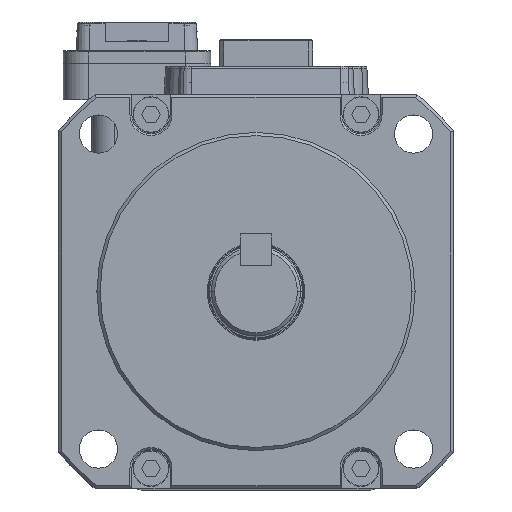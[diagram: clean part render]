
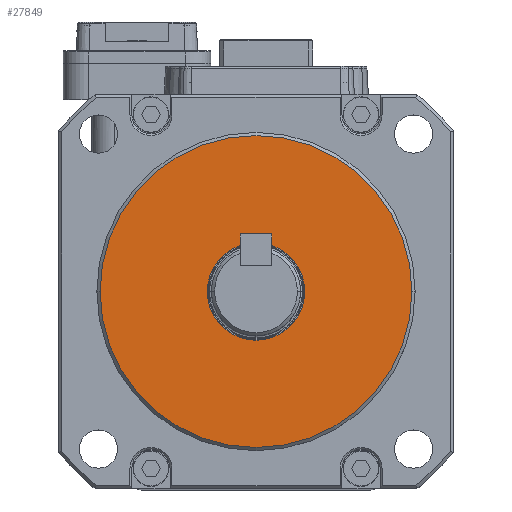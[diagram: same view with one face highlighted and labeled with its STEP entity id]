
A CAD part, top view. The second image highlights one B-rep face of the part: STEP entity #27849.
In plain terms, the highlighted planar face has unit normal (0, 0, 1).
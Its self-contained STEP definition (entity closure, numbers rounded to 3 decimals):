
#8617 = DIRECTION ( 'NONE',  ( 0., 0., 1. ) ) ;
#8632 = CARTESIAN_POINT ( 'NONE',  ( 0., 0., 45. ) ) ;
#8633 = DIRECTION ( 'NONE',  ( 1., 0., 0. ) ) ;
#8811 = CARTESIAN_POINT ( 'NONE',  ( 0., 0., 45. ) ) ;
#8813 = DIRECTION ( 'NONE',  ( 0., 0., 1. ) ) ;
#8841 = DIRECTION ( 'NONE',  ( 1., 0., 0. ) ) ;
#14990 = CARTESIAN_POINT ( 'NONE',  ( -24.5, 0., 45. ) ) ;
#15008 = CARTESIAN_POINT ( 'NONE',  ( 24.5, 0., 45. ) ) ;
#15015 = CARTESIAN_POINT ( 'NONE',  ( 7.65, 0., 45. ) ) ;
#15064 = CARTESIAN_POINT ( 'NONE',  ( -7.65, 0., 45. ) ) ;
#19574 = AXIS2_PLACEMENT_3D ( 'NONE', #54975, #54992, #54997 ) ;
#19604 = CIRCLE ( 'NONE', #19574, 24.5 ) ;
#19671 = CIRCLE ( 'NONE', #19672, 7.65 ) ;
#19672 = AXIS2_PLACEMENT_3D ( 'NONE', #54978, #55008, #55009 ) ;
#20024 = AXIS2_PLACEMENT_3D ( 'NONE', #57021, #57114, #57033 ) ;
#26968 = EDGE_CURVE ( 'NONE', #37233, #37193, #78921, .T. ) ;
#27029 = EDGE_CURVE ( 'NONE', #37188, #37241, #78991, .T. ) ;
#27690 = EDGE_CURVE ( 'NONE', #37193, #37233, #19604, .T. ) ;
#27703 = EDGE_CURVE ( 'NONE', #37241, #37188, #19671, .T. ) ;
#27849 = ADVANCED_FACE ( 'NONE', ( #57129, #57094 ), #57124, .T. ) ;
#37188 = VERTEX_POINT ( 'NONE', #15015 ) ;
#37193 = VERTEX_POINT ( 'NONE', #15008 ) ;
#37233 = VERTEX_POINT ( 'NONE', #14990 ) ;
#37241 = VERTEX_POINT ( 'NONE', #15064 ) ;
#54975 = CARTESIAN_POINT ( 'NONE',  ( 0., 0., 45. ) ) ;
#54978 = CARTESIAN_POINT ( 'NONE',  ( 0., 0., 45. ) ) ;
#54992 = DIRECTION ( 'NONE',  ( 0., 0., 1. ) ) ;
#54997 = DIRECTION ( 'NONE',  ( 1., 0., 0. ) ) ;
#55008 = DIRECTION ( 'NONE',  ( 0., 0., 1. ) ) ;
#55009 = DIRECTION ( 'NONE',  ( 1., 0., 0. ) ) ;
#57021 = CARTESIAN_POINT ( 'NONE',  ( 0., 0., 45. ) ) ;
#57033 = DIRECTION ( 'NONE',  ( 1., 0., 0. ) ) ;
#57094 = FACE_BOUND ( 'NONE', #86350, .T. ) ;
#57114 = DIRECTION ( 'NONE',  ( 0., 0., 1. ) ) ;
#57124 = PLANE ( 'NONE',  #20024 ) ;
#57129 = FACE_OUTER_BOUND ( 'NONE', #86349, .T. ) ;
#78007 = ORIENTED_EDGE ( 'NONE', *, *, #26968, .T. ) ;
#78057 = ORIENTED_EDGE ( 'NONE', *, *, #27690, .T. ) ;
#78061 = ORIENTED_EDGE ( 'NONE', *, *, #27029, .F. ) ;
#78078 = ORIENTED_EDGE ( 'NONE', *, *, #27703, .F. ) ;
#78921 = CIRCLE ( 'NONE', #78934, 24.5 ) ;
#78934 = AXIS2_PLACEMENT_3D ( 'NONE', #8632, #8617, #8633 ) ;
#78943 = AXIS2_PLACEMENT_3D ( 'NONE', #8811, #8813, #8841 ) ;
#78991 = CIRCLE ( 'NONE', #78943, 7.65 ) ;
#86349 = EDGE_LOOP ( 'NONE', ( #78007, #78057 ) ) ;
#86350 = EDGE_LOOP ( 'NONE', ( #78078, #78061 ) ) ;
